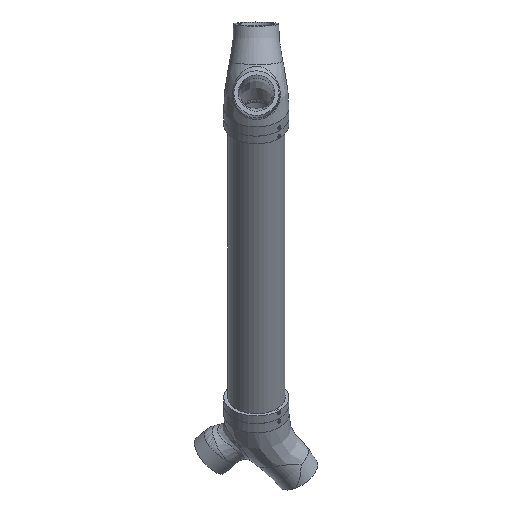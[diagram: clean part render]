
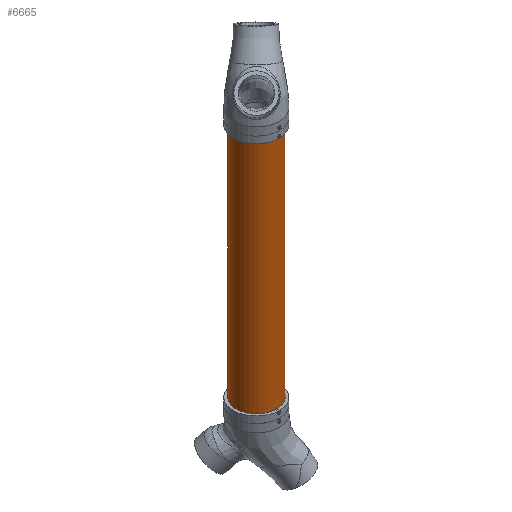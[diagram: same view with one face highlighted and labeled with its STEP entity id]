
A CAD part, isometric view. The second image highlights one B-rep face of the part: STEP entity #6665.
In plain terms, the highlighted cylindrical face has radius 76.2 mm (diameter 152.4 mm), a full revolution.
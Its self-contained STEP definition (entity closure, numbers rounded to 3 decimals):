
#961=FACE_OUTER_BOUND('',#1375,.T.);
#1375=EDGE_LOOP('',(#4627,#4628,#4629,#4630));
#2062=LINE('',#10344,#2366);
#2366=VECTOR('',#8117,76.2);
#2671=CIRCLE('',#7145,76.2);
#2672=CIRCLE('',#7146,76.2);
#3138=VERTEX_POINT('',#10341);
#3139=VERTEX_POINT('',#10343);
#3728=EDGE_CURVE('',#3138,#3138,#2671,.T.);
#3729=EDGE_CURVE('',#3138,#3139,#2062,.T.);
#3730=EDGE_CURVE('',#3139,#3139,#2672,.T.);
#4627=ORIENTED_EDGE('',*,*,#3728,.T.);
#4628=ORIENTED_EDGE('',*,*,#3729,.T.);
#4629=ORIENTED_EDGE('',*,*,#3730,.F.);
#4630=ORIENTED_EDGE('',*,*,#3729,.F.);
#6420=CYLINDRICAL_SURFACE('',#7144,76.2);
#6665=ADVANCED_FACE('',(#961),#6420,.T.);
#7144=AXIS2_PLACEMENT_3D('',#10340,#8113,#8114);
#7145=AXIS2_PLACEMENT_3D('',#10342,#8115,#8116);
#7146=AXIS2_PLACEMENT_3D('',#10345,#8118,#8119);
#8113=DIRECTION('center_axis',(0.,0.,-1.));
#8114=DIRECTION('ref_axis',(-1.,0.,0.));
#8115=DIRECTION('center_axis',(0.,0.,1.));
#8116=DIRECTION('ref_axis',(1.,0.,0.));
#8117=DIRECTION('',(0.,0.,1.));
#8118=DIRECTION('center_axis',(0.,0.,1.));
#8119=DIRECTION('ref_axis',(1.,0.,0.));
#10340=CARTESIAN_POINT('Origin',(0.,0.,457.2));
#10341=CARTESIAN_POINT('',(76.2,0.,-457.2));
#10342=CARTESIAN_POINT('Origin',(0.,0.,-457.2));
#10343=CARTESIAN_POINT('',(76.2,0.,457.2));
#10344=CARTESIAN_POINT('',(76.2,0.,457.2));
#10345=CARTESIAN_POINT('Origin',(0.,0.,457.2));
